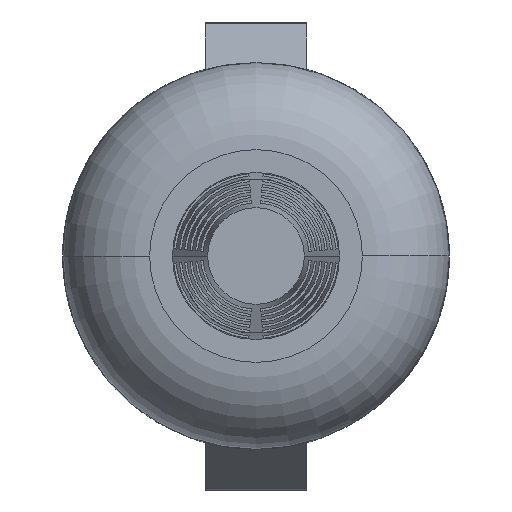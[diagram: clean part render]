
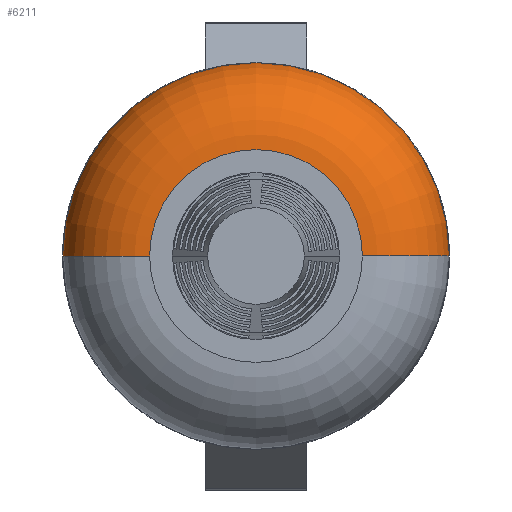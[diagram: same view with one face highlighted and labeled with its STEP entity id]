
A CAD part, left-side view. The second image highlights one B-rep face of the part: STEP entity #6211.
In plain terms, the highlighted toroidal (fillet/blend) face has major radius 5.5 mm and minor radius 4.5 mm.
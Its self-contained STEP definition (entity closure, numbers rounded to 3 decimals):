
#235 = DIRECTION ( 'NONE',  ( 0., 1., 0. ) ) ;
#350 = DIRECTION ( 'NONE',  ( 0., 0., 1. ) ) ;
#470 = ORIENTED_EDGE ( 'NONE', *, *, #1487, .F. ) ;
#532 = EDGE_CURVE ( 'NONE', #4267, #4092, #4458, .T. ) ;
#1149 = DIRECTION ( 'NONE',  ( 1., 0., 0. ) ) ;
#1202 = CARTESIAN_POINT ( 'NONE',  ( -31.9, 0., 0. ) ) ;
#1214 = CARTESIAN_POINT ( 'NONE',  ( -27.4, 0., 0. ) ) ;
#1265 = CARTESIAN_POINT ( 'NONE',  ( -27.4, 5.5, 0. ) ) ;
#1487 = EDGE_CURVE ( 'NONE', #4263, #5620, #3392, .T. ) ;
#2099 = AXIS2_PLACEMENT_3D ( 'NONE', #2756, #350, #4215 ) ;
#2293 = FACE_OUTER_BOUND ( 'NONE', #5887, .T. ) ;
#2681 = AXIS2_PLACEMENT_3D ( 'NONE', #1265, #3745, #4713 ) ;
#2756 = CARTESIAN_POINT ( 'NONE',  ( -27.4, -5.5, 0. ) ) ;
#3183 = DIRECTION ( 'NONE',  ( 0., 1., 0. ) ) ;
#3317 = CARTESIAN_POINT ( 'NONE',  ( -27.4, 10., 0. ) ) ;
#3386 = DIRECTION ( 'NONE',  ( 0., 1., 0. ) ) ;
#3392 = CIRCLE ( 'NONE', #5882, 10. ) ;
#3539 = EDGE_CURVE ( 'NONE', #4092, #5620, #4516, .T. ) ;
#3559 = EDGE_CURVE ( 'NONE', #4267, #4263, #5799, .T. ) ;
#3585 = ORIENTED_EDGE ( 'NONE', *, *, #3559, .F. ) ;
#3745 = DIRECTION ( 'NONE',  ( 0., 0., -1. ) ) ;
#4092 = VERTEX_POINT ( 'NONE', #6206 ) ;
#4215 = DIRECTION ( 'NONE',  ( 0., -1., 0. ) ) ;
#4263 = VERTEX_POINT ( 'NONE', #3317 ) ;
#4267 = VERTEX_POINT ( 'NONE', #6264 ) ;
#4397 = CARTESIAN_POINT ( 'NONE',  ( -27.4, 0., 0. ) ) ;
#4458 = CIRCLE ( 'NONE', #5505, 5.5 ) ;
#4459 = DIRECTION ( 'NONE',  ( 1., 0., 0. ) ) ;
#4516 = CIRCLE ( 'NONE', #2099, 4.5 ) ;
#4529 = AXIS2_PLACEMENT_3D ( 'NONE', #4397, #4459, #3386 ) ;
#4707 = TOROIDAL_SURFACE ( 'NONE', #4529, 5.5, 4.5 ) ;
#4713 = DIRECTION ( 'NONE',  ( -1., 0., 0. ) ) ;
#5484 = ORIENTED_EDGE ( 'NONE', *, *, #3539, .T. ) ;
#5505 = AXIS2_PLACEMENT_3D ( 'NONE', #1202, #1149, #235 ) ;
#5559 = DIRECTION ( 'NONE',  ( 1., 0., 0. ) ) ;
#5620 = VERTEX_POINT ( 'NONE', #6046 ) ;
#5780 = ORIENTED_EDGE ( 'NONE', *, *, #532, .T. ) ;
#5799 = CIRCLE ( 'NONE', #2681, 4.5 ) ;
#5882 = AXIS2_PLACEMENT_3D ( 'NONE', #1214, #5559, #3183 ) ;
#5887 = EDGE_LOOP ( 'NONE', ( #5780, #5484, #470, #3585 ) ) ;
#6046 = CARTESIAN_POINT ( 'NONE',  ( -27.4, -10., 0. ) ) ;
#6206 = CARTESIAN_POINT ( 'NONE',  ( -31.9, -5.5, 0. ) ) ;
#6211 = ADVANCED_FACE ( 'NONE', ( #2293 ), #4707, .T. ) ;
#6264 = CARTESIAN_POINT ( 'NONE',  ( -31.9, 5.5, 0. ) ) ;
